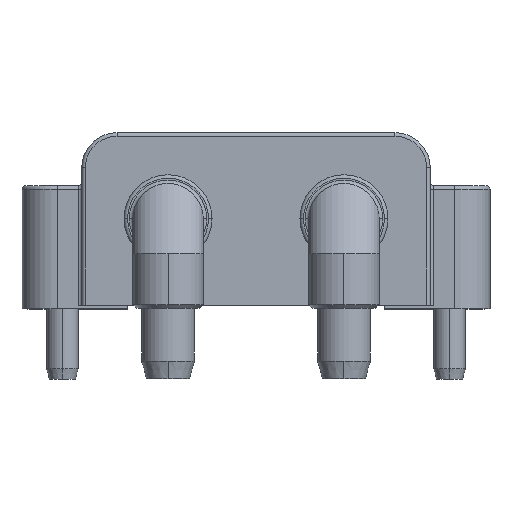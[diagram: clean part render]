
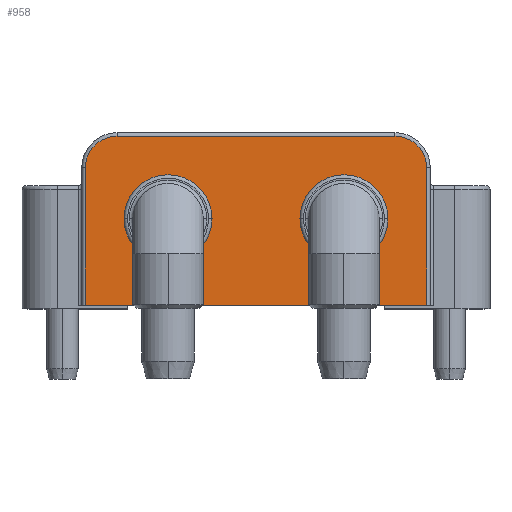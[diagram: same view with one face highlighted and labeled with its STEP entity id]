
A CAD part, top view. The second image highlights one B-rep face of the part: STEP entity #958.
In plain terms, the highlighted planar face has unit normal (0, 0, 1).
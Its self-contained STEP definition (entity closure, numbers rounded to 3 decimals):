
#336 = PLANE ( 'NONE',  #1772 ) ;
#494 = EDGE_CURVE ( 'NONE', #2059, #6142, #6252, .T. ) ;
#511 = AXIS2_PLACEMENT_3D ( 'NONE', #3400, #7907, #1123 ) ;
#546 = EDGE_CURVE ( 'NONE', #1028, #5033, #8530, .T. ) ;
#604 = VECTOR ( 'NONE', #1742, 1000. ) ;
#664 = CARTESIAN_POINT ( 'NONE',  ( 4.95, 0.1, 6.05 ) ) ;
#788 = ORIENTED_EDGE ( 'NONE', *, *, #1888, .T. ) ;
#958 = ADVANCED_FACE ( 'NONE', ( #5639 ), #336, .F. ) ;
#1028 = VERTEX_POINT ( 'NONE', #2071 ) ;
#1115 = DIRECTION ( 'NONE',  ( 0., 0., -1. ) ) ;
#1123 = DIRECTION ( 'NONE',  ( -1., 0., 0. ) ) ;
#1496 = VECTOR ( 'NONE', #2064, 1000. ) ;
#1739 = VERTEX_POINT ( 'NONE', #7551 ) ;
#1742 = DIRECTION ( 'NONE',  ( -1., 0., 0. ) ) ;
#1772 = AXIS2_PLACEMENT_3D ( 'NONE', #3541, #1115, #4190 ) ;
#1888 = EDGE_CURVE ( 'NONE', #1739, #2059, #9163, .T. ) ;
#2059 = VERTEX_POINT ( 'NONE', #5229 ) ;
#2064 = DIRECTION ( 'NONE',  ( -1., 0., 0. ) ) ;
#2071 = CARTESIAN_POINT ( 'NONE',  ( -4.85, 4., 6.05 ) ) ;
#2156 = LINE ( 'NONE', #2922, #4457 ) ;
#2209 = VECTOR ( 'NONE', #9618, 1000. ) ;
#2583 = DIRECTION ( 'NONE',  ( 0., 0., 1. ) ) ;
#2825 = LINE ( 'NONE', #664, #1496 ) ;
#2922 = CARTESIAN_POINT ( 'NONE',  ( 4.85, 5., 6.05 ) ) ;
#3193 = EDGE_CURVE ( 'NONE', #6034, #5033, #2825, .T. ) ;
#3400 = CARTESIAN_POINT ( 'NONE',  ( 3.95, 4., 6.05 ) ) ;
#3541 = CARTESIAN_POINT ( 'NONE',  ( -4.95, 5., 6.05 ) ) ;
#3569 = CARTESIAN_POINT ( 'NONE',  ( -3.95, 4.9, 6.05 ) ) ;
#4190 = DIRECTION ( 'NONE',  ( -1., 0., 0. ) ) ;
#4430 = ORIENTED_EDGE ( 'NONE', *, *, #546, .T. ) ;
#4457 = VECTOR ( 'NONE', #7568, 1000. ) ;
#4684 = CARTESIAN_POINT ( 'NONE',  ( -3.95, 4., 6.05 ) ) ;
#4966 = ORIENTED_EDGE ( 'NONE', *, *, #3193, .F. ) ;
#4972 = EDGE_LOOP ( 'NONE', ( #7995, #4430, #4966, #5881, #788, #9108 ) ) ;
#5033 = VERTEX_POINT ( 'NONE', #6445 ) ;
#5229 = CARTESIAN_POINT ( 'NONE',  ( 3.95, 4.9, 6.05 ) ) ;
#5403 = CARTESIAN_POINT ( 'NONE',  ( -3.95, 4.9, 6.05 ) ) ;
#5639 = FACE_OUTER_BOUND ( 'NONE', #4972, .T. ) ;
#5881 = ORIENTED_EDGE ( 'NONE', *, *, #5995, .T. ) ;
#5944 = CIRCLE ( 'NONE', #7223, 0.9 ) ;
#5995 = EDGE_CURVE ( 'NONE', #6034, #1739, #2156, .T. ) ;
#6034 = VERTEX_POINT ( 'NONE', #8538 ) ;
#6142 = VERTEX_POINT ( 'NONE', #3569 ) ;
#6252 = LINE ( 'NONE', #5403, #604 ) ;
#6445 = CARTESIAN_POINT ( 'NONE',  ( -4.85, 0.1, 6.05 ) ) ;
#7146 = CARTESIAN_POINT ( 'NONE',  ( -4.85, 5., 6.05 ) ) ;
#7223 = AXIS2_PLACEMENT_3D ( 'NONE', #4684, #2583, #7937 ) ;
#7551 = CARTESIAN_POINT ( 'NONE',  ( 4.85, 4., 6.05 ) ) ;
#7568 = DIRECTION ( 'NONE',  ( 0., 1., 0. ) ) ;
#7907 = DIRECTION ( 'NONE',  ( 0., 0., 1. ) ) ;
#7937 = DIRECTION ( 'NONE',  ( -1., 0., 0. ) ) ;
#7995 = ORIENTED_EDGE ( 'NONE', *, *, #8909, .T. ) ;
#8530 = LINE ( 'NONE', #7146, #2209 ) ;
#8538 = CARTESIAN_POINT ( 'NONE',  ( 4.85, 0.1, 6.05 ) ) ;
#8909 = EDGE_CURVE ( 'NONE', #6142, #1028, #5944, .T. ) ;
#9108 = ORIENTED_EDGE ( 'NONE', *, *, #494, .T. ) ;
#9163 = CIRCLE ( 'NONE', #511, 0.9 ) ;
#9618 = DIRECTION ( 'NONE',  ( 0., -1., 0. ) ) ;
